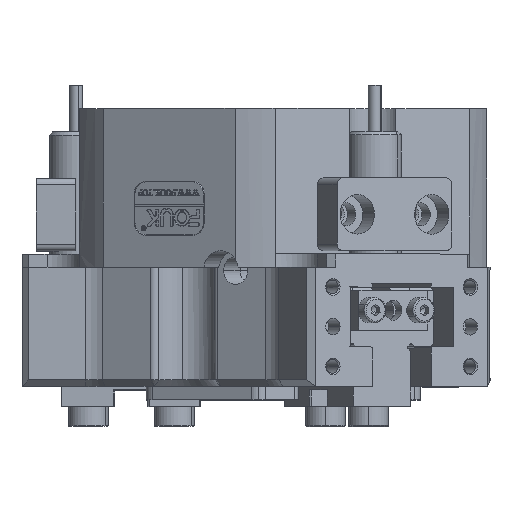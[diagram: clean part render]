
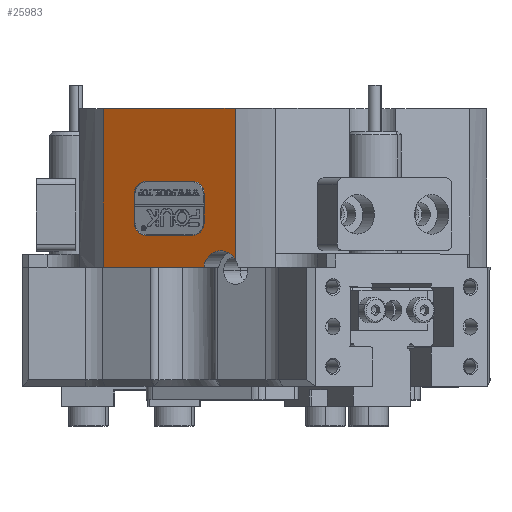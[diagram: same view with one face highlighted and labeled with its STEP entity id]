
A CAD part, top view. The second image highlights one B-rep face of the part: STEP entity #25983.
In plain terms, the highlighted planar face has unit normal (-0.5, 0, 0.866).
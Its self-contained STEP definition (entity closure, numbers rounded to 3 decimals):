
#5 = CARTESIAN_POINT ( 'NONE',  ( 51.344, -26.894, 67.663 ) ) ;
#26 = DIRECTION ( 'NONE',  ( -0.5, 0., 0.866 ) ) ;
#74 = AXIS2_PLACEMENT_3D ( 'NONE', #22498, #17442, #39754 ) ;
#1064 = DIRECTION ( 'NONE',  ( -0.5, 0., 0.866 ) ) ;
#2093 = ORIENTED_EDGE ( 'NONE', *, *, #16618, .F. ) ;
#2435 = LINE ( 'NONE', #32445, #21981 ) ;
#2730 = ORIENTED_EDGE ( 'NONE', *, *, #17073, .F. ) ;
#3021 = CIRCLE ( 'NONE', #74, 2. ) ;
#3087 = CARTESIAN_POINT ( 'NONE',  ( 60.177, -31.094, 72.763 ) ) ;
#3417 = CIRCLE ( 'NONE', #32431, 2. ) ;
#3568 = DIRECTION ( 'NONE',  ( 0.866, 0., 0.5 ) ) ;
#3678 = CARTESIAN_POINT ( 'NONE',  ( 44.945, -37.894, 63.968 ) ) ;
#4356 = CARTESIAN_POINT ( 'NONE',  ( 44.945, -13.894, 63.968 ) ) ;
#5027 = VERTEX_POINT ( 'NONE', #34301 ) ;
#5477 = CIRCLE ( 'NONE', #32640, 3. ) ;
#6005 = VECTOR ( 'NONE', #12753, 1000. ) ;
#6732 = EDGE_CURVE ( 'NONE', #14787, #14461, #33802, .T. ) ;
#7869 = EDGE_CURVE ( 'NONE', #18759, #14787, #15126, .T. ) ;
#8150 = LINE ( 'NONE', #35859, #8668 ) ;
#8329 = DIRECTION ( 'NONE',  ( 0., -1., 0. ) ) ;
#8437 = EDGE_CURVE ( 'NONE', #14461, #17159, #13062, .T. ) ;
#8668 = VECTOR ( 'NONE', #26344, 1000. ) ;
#8818 = EDGE_CURVE ( 'NONE', #39241, #17383, #3021, .T. ) ;
#10428 = CIRCLE ( 'NONE', #16009, 2. ) ;
#11107 = EDGE_CURVE ( 'NONE', #18922, #5027, #18415, .T. ) ;
#11808 = DIRECTION ( 'NONE',  ( 0., 1., 0. ) ) ;
#11924 = VERTEX_POINT ( 'NONE', #36405 ) ;
#12505 = DIRECTION ( 'NONE',  ( -0.866, 0., -0.5 ) ) ;
#12753 = DIRECTION ( 'NONE',  ( 0., 1., 0. ) ) ;
#13035 = DIRECTION ( 'NONE',  ( -0.5, 0., 0.866 ) ) ;
#13062 = LINE ( 'NONE', #29684, #26640 ) ;
#13120 = AXIS2_PLACEMENT_3D ( 'NONE', #5, #13035, #12505 ) ;
#13335 = ORIENTED_EDGE ( 'NONE', *, *, #8437, .T. ) ;
#13564 = DIRECTION ( 'NONE',  ( -0.5, 0., 0.866 ) ) ;
#13694 = CARTESIAN_POINT ( 'NONE',  ( 76.545, -47.894, 82.213 ) ) ;
#14461 = VERTEX_POINT ( 'NONE', #4356 ) ;
#14736 = ORIENTED_EDGE ( 'NONE', *, *, #7869, .T. ) ;
#14787 = VERTEX_POINT ( 'NONE', #28316 ) ;
#14891 = VERTEX_POINT ( 'NONE', #20430 ) ;
#15126 = LINE ( 'NONE', #40558, #35718 ) ;
#16009 = AXIS2_PLACEMENT_3D ( 'NONE', #29554, #13564, #26205 ) ;
#16178 = CARTESIAN_POINT ( 'NONE',  ( 64.844, -36.72, 75.457 ) ) ;
#16279 = CARTESIAN_POINT ( 'NONE',  ( 58.445, -31.094, 71.763 ) ) ;
#16562 = VERTEX_POINT ( 'NONE', #29653 ) ;
#16618 = EDGE_CURVE ( 'NONE', #18759, #11924, #5477, .T. ) ;
#16866 = CARTESIAN_POINT ( 'NONE',  ( 49.612, -31.094, 66.663 ) ) ;
#16912 = DIRECTION ( 'NONE',  ( 0.5, 0., -0.866 ) ) ;
#17073 = EDGE_CURVE ( 'NONE', #36064, #25800, #3417, .T. ) ;
#17159 = VERTEX_POINT ( 'NONE', #3678 ) ;
#17383 = VERTEX_POINT ( 'NONE', #17815 ) ;
#17442 = DIRECTION ( 'NONE',  ( -0.5, 0., 0.866 ) ) ;
#17815 = CARTESIAN_POINT ( 'NONE',  ( 51.344, -33.094, 67.663 ) ) ;
#17823 = LINE ( 'NONE', #40303, #18816 ) ;
#18415 = CIRCLE ( 'NONE', #13120, 2. ) ;
#18699 = VECTOR ( 'NONE', #27751, 1000. ) ;
#18759 = VERTEX_POINT ( 'NONE', #16178 ) ;
#18816 = VECTOR ( 'NONE', #8329, 1000. ) ;
#18922 = VERTEX_POINT ( 'NONE', #23616 ) ;
#19031 = EDGE_CURVE ( 'NONE', #5027, #39241, #17823, .T. ) ;
#19352 = LINE ( 'NONE', #25769, #19904 ) ;
#19716 = DIRECTION ( 'NONE',  ( -0.866, 0., -0.5 ) ) ;
#19732 = ORIENTED_EDGE ( 'NONE', *, *, #11107, .F. ) ;
#19904 = VECTOR ( 'NONE', #19716, 1000. ) ;
#20258 = CARTESIAN_POINT ( 'NONE',  ( 62.689, -38.394, 74.213 ) ) ;
#20430 = CARTESIAN_POINT ( 'NONE',  ( 58.445, -24.894, 71.763 ) ) ;
#21060 = EDGE_CURVE ( 'NONE', #17383, #36064, #8150, .T. ) ;
#21981 = VECTOR ( 'NONE', #3568, 1000. ) ;
#22498 = CARTESIAN_POINT ( 'NONE',  ( 51.344, -31.094, 67.663 ) ) ;
#23497 = DIRECTION ( 'NONE',  ( 0.866, 0., 0.5 ) ) ;
#23616 = CARTESIAN_POINT ( 'NONE',  ( 51.344, -24.894, 67.663 ) ) ;
#24927 = CARTESIAN_POINT ( 'NONE',  ( 60.177, -31.094, 72.763 ) ) ;
#25025 = ORIENTED_EDGE ( 'NONE', *, *, #35906, .F. ) ;
#25769 = CARTESIAN_POINT ( 'NONE',  ( 58.445, -24.894, 71.763 ) ) ;
#25800 = VERTEX_POINT ( 'NONE', #24927 ) ;
#25933 = AXIS2_PLACEMENT_3D ( 'NONE', #13694, #16912, #39360 ) ;
#25983 = ADVANCED_FACE ( 'NONE', ( #28745, #27229 ), #32915, .F. ) ;
#26205 = DIRECTION ( 'NONE',  ( -0.866, 0., -0.5 ) ) ;
#26344 = DIRECTION ( 'NONE',  ( 0.866, 0., 0.5 ) ) ;
#26640 = VECTOR ( 'NONE', #35846, 1000. ) ;
#26944 = ORIENTED_EDGE ( 'NONE', *, *, #6732, .T. ) ;
#27229 = FACE_OUTER_BOUND ( 'NONE', #36631, .T. ) ;
#27751 = DIRECTION ( 'NONE',  ( -0.866, 0., -0.5 ) ) ;
#28316 = CARTESIAN_POINT ( 'NONE',  ( 64.844, -13.894, 75.457 ) ) ;
#28745 = FACE_BOUND ( 'NONE', #32441, .T. ) ;
#29554 = CARTESIAN_POINT ( 'NONE',  ( 58.445, -26.894, 71.763 ) ) ;
#29653 = CARTESIAN_POINT ( 'NONE',  ( 60.177, -26.894, 72.763 ) ) ;
#29684 = CARTESIAN_POINT ( 'NONE',  ( 44.945, -55.894, 63.968 ) ) ;
#29937 = EDGE_CURVE ( 'NONE', #17159, #11924, #2435, .T. ) ;
#31055 = LINE ( 'NONE', #3087, #6005 ) ;
#32431 = AXIS2_PLACEMENT_3D ( 'NONE', #16279, #26, #35481 ) ;
#32441 = EDGE_LOOP ( 'NONE', ( #2730, #37030, #38771, #34042, #19732, #37761, #39830, #25025 ) ) ;
#32445 = CARTESIAN_POINT ( 'NONE',  ( 54.894, -37.894, 69.713 ) ) ;
#32520 = CARTESIAN_POINT ( 'NONE',  ( 58.445, -33.094, 71.763 ) ) ;
#32640 = AXIS2_PLACEMENT_3D ( 'NONE', #20258, #1064, #23497 ) ;
#32915 = PLANE ( 'NONE',  #25933 ) ;
#33802 = LINE ( 'NONE', #41223, #18699 ) ;
#34021 = ORIENTED_EDGE ( 'NONE', *, *, #29937, .T. ) ;
#34042 = ORIENTED_EDGE ( 'NONE', *, *, #19031, .F. ) ;
#34301 = CARTESIAN_POINT ( 'NONE',  ( 49.612, -26.894, 66.663 ) ) ;
#35481 = DIRECTION ( 'NONE',  ( -0.866, 0., -0.5 ) ) ;
#35718 = VECTOR ( 'NONE', #11808, 1000. ) ;
#35846 = DIRECTION ( 'NONE',  ( 0., -1., 0. ) ) ;
#35859 = CARTESIAN_POINT ( 'NONE',  ( 51.344, -33.094, 67.663 ) ) ;
#35906 = EDGE_CURVE ( 'NONE', #25800, #16562, #31055, .T. ) ;
#36064 = VERTEX_POINT ( 'NONE', #32520 ) ;
#36405 = CARTESIAN_POINT ( 'NONE',  ( 60.127, -37.894, 72.734 ) ) ;
#36631 = EDGE_LOOP ( 'NONE', ( #34021, #2093, #14736, #26944, #13335 ) ) ;
#37030 = ORIENTED_EDGE ( 'NONE', *, *, #21060, .F. ) ;
#37761 = ORIENTED_EDGE ( 'NONE', *, *, #38181, .F. ) ;
#38181 = EDGE_CURVE ( 'NONE', #14891, #18922, #19352, .T. ) ;
#38553 = EDGE_CURVE ( 'NONE', #16562, #14891, #10428, .T. ) ;
#38771 = ORIENTED_EDGE ( 'NONE', *, *, #8818, .F. ) ;
#39241 = VERTEX_POINT ( 'NONE', #16866 ) ;
#39360 = DIRECTION ( 'NONE',  ( -0.866, 0., -0.5 ) ) ;
#39754 = DIRECTION ( 'NONE',  ( -0.866, 0., -0.5 ) ) ;
#39830 = ORIENTED_EDGE ( 'NONE', *, *, #38553, .F. ) ;
#40303 = CARTESIAN_POINT ( 'NONE',  ( 49.612, -26.894, 66.663 ) ) ;
#40558 = CARTESIAN_POINT ( 'NONE',  ( 64.844, -55.894, 75.457 ) ) ;
#41223 = CARTESIAN_POINT ( 'NONE',  ( 54.894, -13.894, 69.713 ) ) ;
